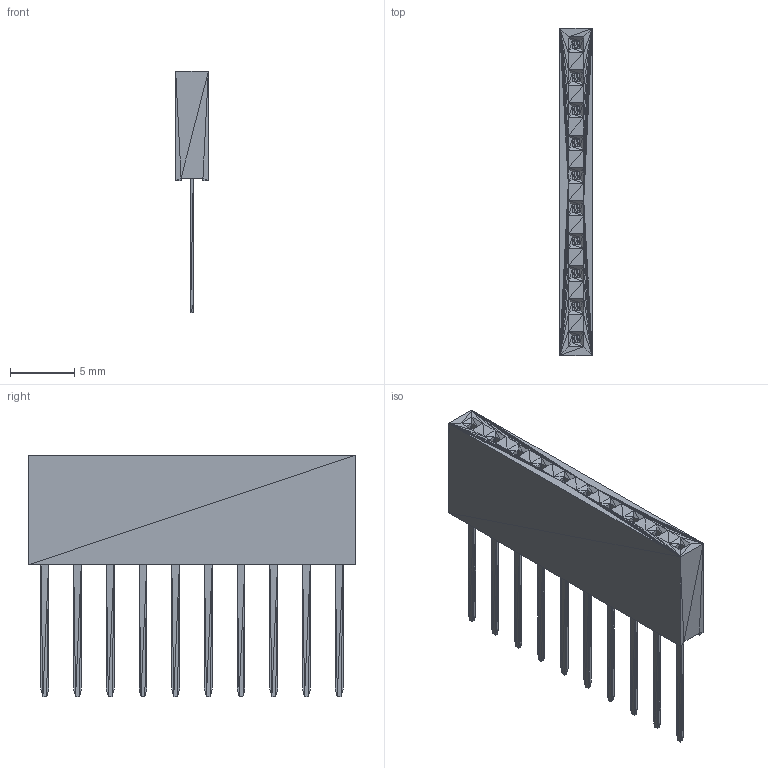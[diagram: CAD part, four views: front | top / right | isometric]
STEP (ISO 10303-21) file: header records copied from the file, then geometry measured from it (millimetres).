
FILE_DESCRIPTION(('FreeCAD Model'),'2;1');
FILE_NAME('Open CASCADE Shape Model','2025-10-24T13:51:26',(''),(''), 'Open CASCADE STEP processor 7.8','FreeCAD','Unknown');
FILE_SCHEMA(('AUTOMOTIVE_DESIGN { 1 0 10303 214 1 1 1 1 }'));
Products named in the file (1): product0
Bounding box: 2.54 x 25.4 x 18.75 mm (x, y, z)
Surface area: 973 mm2 (no closed solid volume)
Topology: 0 solids, 908 shells, 908 faces, 5448 edges, 13620 vertices
Faces by surface type: plane 908
Entity records: 70408 total; most frequent: CARTESIAN_POINT 19977, DIRECTION 7266, LINE 5448, VECTOR 5448, GEOMETRIC_CURVE_SET 2725, ORIENTED_EDGE 2724, EDGE_CURVE 2724, VERTEX_POINT 2724
